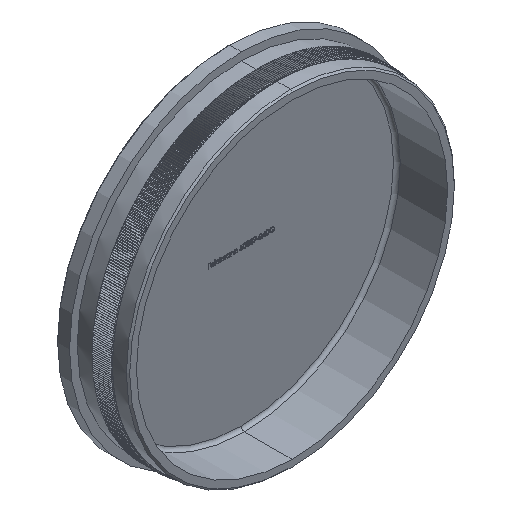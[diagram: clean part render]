
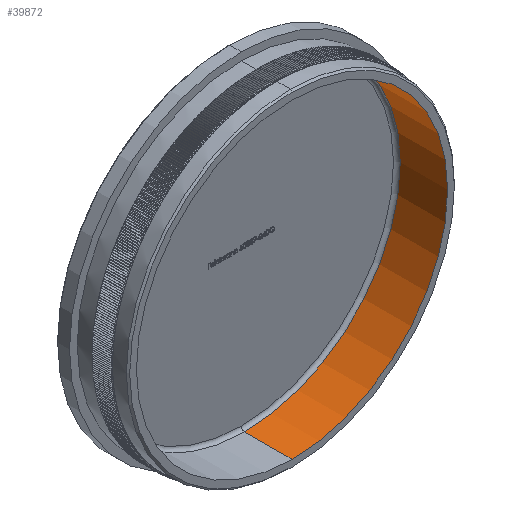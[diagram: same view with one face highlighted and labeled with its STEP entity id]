
A CAD part, isometric view. The second image highlights one B-rep face of the part: STEP entity #39872.
In plain terms, the highlighted cylindrical face has radius 46 mm (diameter 92 mm), a partial arc.
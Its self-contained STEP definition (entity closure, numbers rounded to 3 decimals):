
#8261 = EDGE_CURVE ( 'NONE', #15840, #115837, #21406, .T. ) ;
#8320 = CYLINDRICAL_SURFACE ( 'NONE', #74075, 46. ) ;
#13346 = EDGE_CURVE ( 'NONE', #117853, #15840, #89725, .T. ) ;
#13560 = DIRECTION ( 'NONE',  ( 0., 1., 0. ) ) ;
#15840 = VERTEX_POINT ( 'NONE', #45171 ) ;
#19799 = VECTOR ( 'NONE', #13560, 1000. ) ;
#21406 = LINE ( 'NONE', #24446, #19799 ) ;
#21818 = CARTESIAN_POINT ( 'NONE',  ( 0., 19., 0. ) ) ;
#21996 = CARTESIAN_POINT ( 'NONE',  ( 0., 14., 0. ) ) ;
#24446 = CARTESIAN_POINT ( 'NONE',  ( 0., 19., -46. ) ) ;
#25852 = ORIENTED_EDGE ( 'NONE', *, *, #26317, .T. ) ;
#26317 = EDGE_CURVE ( 'NONE', #51844, #115837, #56446, .T. ) ;
#26982 = ORIENTED_EDGE ( 'NONE', *, *, #8261, .F. ) ;
#28467 = EDGE_CURVE ( 'NONE', #117853, #51844, #45754, .T. ) ;
#39011 = DIRECTION ( 'NONE',  ( 0., 0., 1. ) ) ;
#39872 = ADVANCED_FACE ( 'NONE', ( #77073 ), #8320, .F. ) ;
#45171 = CARTESIAN_POINT ( 'NONE',  ( 0., 0., -46. ) ) ;
#45476 = AXIS2_PLACEMENT_3D ( 'NONE', #62202, #98979, #39011 ) ;
#45754 = LINE ( 'NONE', #106908, #119342 ) ;
#50890 = CARTESIAN_POINT ( 'NONE',  ( 0., 0., 46. ) ) ;
#51844 = VERTEX_POINT ( 'NONE', #58447 ) ;
#56446 = CIRCLE ( 'NONE', #97301, 46. ) ;
#58447 = CARTESIAN_POINT ( 'NONE',  ( 0., 14., 46. ) ) ;
#60049 = DIRECTION ( 'NONE',  ( 0., 1., 0. ) ) ;
#61626 = DIRECTION ( 'NONE',  ( 0., 0., 1. ) ) ;
#62202 = CARTESIAN_POINT ( 'NONE',  ( 0., 0., 0. ) ) ;
#66585 = DIRECTION ( 'NONE',  ( 0., 1., 0. ) ) ;
#74075 = AXIS2_PLACEMENT_3D ( 'NONE', #21818, #91425, #61626 ) ;
#77073 = FACE_OUTER_BOUND ( 'NONE', #112039, .T. ) ;
#77312 = CARTESIAN_POINT ( 'NONE',  ( 0., 14., -46. ) ) ;
#89725 = CIRCLE ( 'NONE', #45476, 46. ) ;
#91425 = DIRECTION ( 'NONE',  ( 0., 1., 0. ) ) ;
#97301 = AXIS2_PLACEMENT_3D ( 'NONE', #21996, #60049, #120447 ) ;
#97891 = ORIENTED_EDGE ( 'NONE', *, *, #13346, .F. ) ;
#98979 = DIRECTION ( 'NONE',  ( 0., 1., 0. ) ) ;
#106908 = CARTESIAN_POINT ( 'NONE',  ( 0., 19., 46. ) ) ;
#112039 = EDGE_LOOP ( 'NONE', ( #26982, #97891, #119446, #25852 ) ) ;
#115837 = VERTEX_POINT ( 'NONE', #77312 ) ;
#117853 = VERTEX_POINT ( 'NONE', #50890 ) ;
#119342 = VECTOR ( 'NONE', #66585, 1000. ) ;
#119446 = ORIENTED_EDGE ( 'NONE', *, *, #28467, .T. ) ;
#120447 = DIRECTION ( 'NONE',  ( 0., 0., 1. ) ) ;
